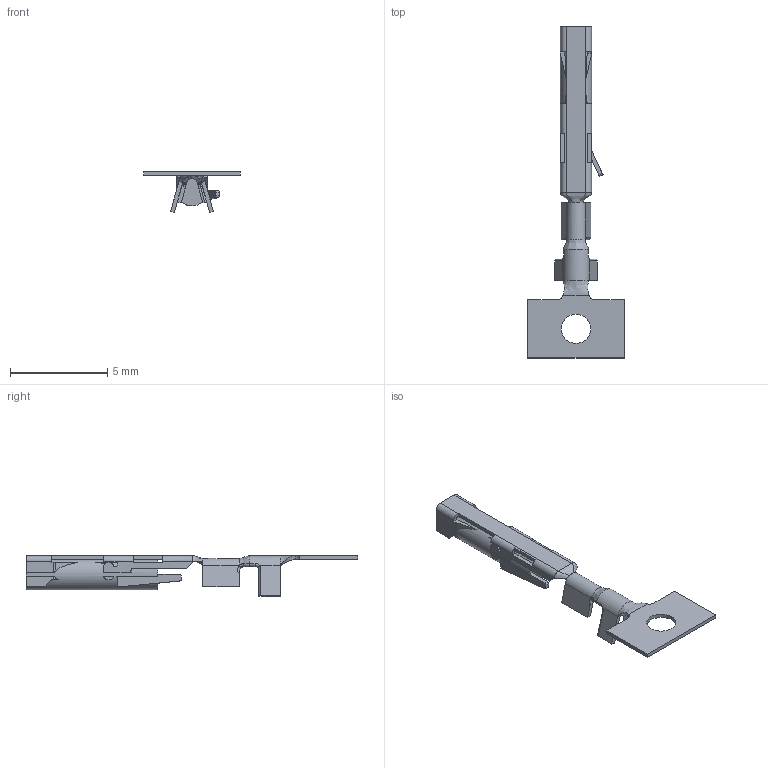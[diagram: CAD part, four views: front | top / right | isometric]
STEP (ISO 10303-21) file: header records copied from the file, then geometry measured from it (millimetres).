
FILE_DESCRIPTION( ('This file contains a STEP AP42 implementation' ,'as created by ZW3D STEP Interface translator.') ,'2;1' );
FILE_NAME( 'WF2547-TPSN01..stp' ,'231013.143638', (''), ('ZWCAD Software Co.'), 'Version 1.0', 'ZW3D to STEP translator', '' );
FILE_SCHEMA(('AUTOMOTIVE_DESIGN { 1 0 10303 214 1 1 1 1 }'));
Length unit declared in the file: millimetre
Products named in the file (2): 0; wf2547-tpsn01
Bounding box: 4.97 x 17.1 x 2.1 mm (x, y, z)
Volume: 22.8 mm3; surface area: 132.4 mm2
Topology: 1 solids, 1 shells, 212 faces, 613 edges, 395 vertices
Faces by surface type: plane 120, cylinder 58, bspline 32, torus 2
Entity records: 8624 total; most frequent: CARTESIAN_POINT 2964, ORIENTED_EDGE 1228, DIRECTION 1014, EDGE_CURVE 613, VERTEX_POINT 395, VECTOR 362, LINE 362, AXIS2_PLACEMENT_3D 326
